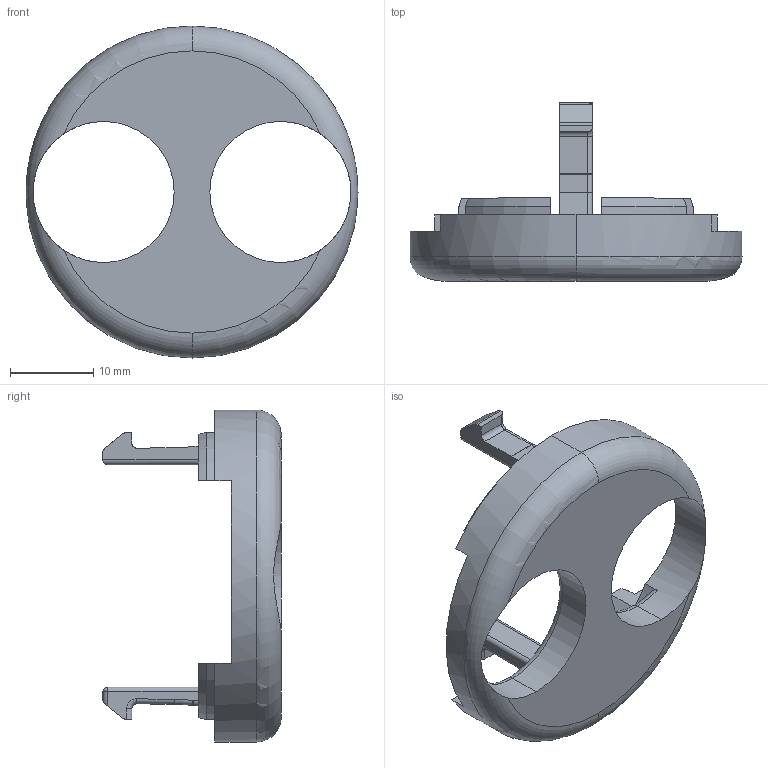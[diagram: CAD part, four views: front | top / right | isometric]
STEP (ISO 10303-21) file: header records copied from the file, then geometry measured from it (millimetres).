
FILE_DESCRIPTION (( 'STEP AP214' ), '1' );
FILE_NAME ('SensorTopUS.STEP', '2025-05-09T18:41:51', ( '' ), ( '' ), 'SwSTEP 2.0', 'SolidWorks 2021', '' );
FILE_SCHEMA (( 'AUTOMOTIVE_DESIGN' ));
Length unit declared in the file: millimetre
Products named in the file (1): SensorTopUS
Bounding box: 40 x 21.5 x 40 mm (x, y, z)
Volume: 4965.7 mm3; surface area: 3790 mm2
Topology: 1 solids, 1 shells, 126 faces, 360 edges, 230 vertices
Faces by surface type: plane 64, cylinder 42, torus 14, cone 4, bspline 2
Entity records: 4256 total; most frequent: CARTESIAN_POINT 937, ORIENTED_EDGE 716, DIRECTION 684, EDGE_CURVE 358, AXIS2_PLACEMENT_3D 233, VERTEX_POINT 230, LINE 218, VECTOR 218
